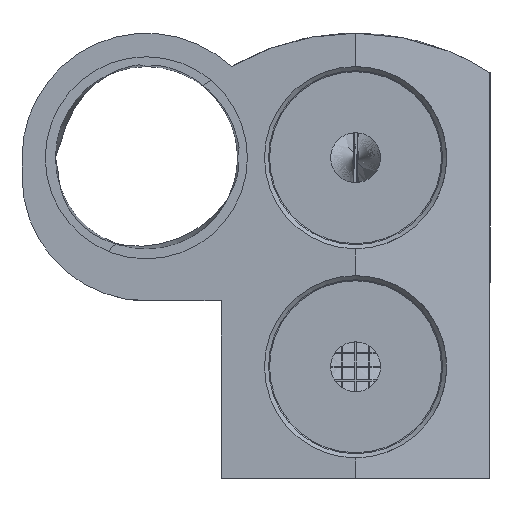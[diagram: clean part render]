
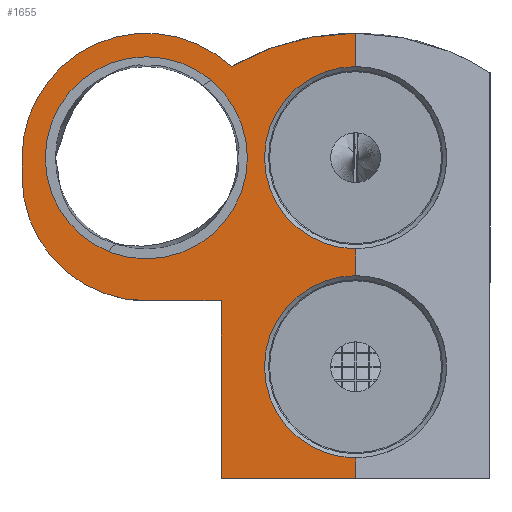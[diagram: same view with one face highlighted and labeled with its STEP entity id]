
A CAD part, left-side view. The second image highlights one B-rep face of the part: STEP entity #1655.
In plain terms, the highlighted planar face has unit normal (-1, 0, 0).
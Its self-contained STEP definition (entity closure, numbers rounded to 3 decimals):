
#1088=PLANE('',#9600);
#1253=FACE_BOUND('',#2626,.T.);
#1254=FACE_BOUND('',#2627,.T.);
#1655=ADVANCED_FACE('',(#1253,#1254),#1088,.T.);
#2626=EDGE_LOOP('',(#4713));
#2627=EDGE_LOOP('',(#4714,#4715,#4716,#4717,#4718,#4719,#4720,#4721,#4722,
#4723,#4724,#4725));
#2878=CIRCLE('',#9571,0.25);
#2880=CIRCLE('',#9577,0.5);
#2888=CIRCLE('',#9591,0.25);
#2890=CIRCLE('',#9596,0.203);
#2891=CIRCLE('',#9598,0.183);
#2892=CIRCLE('',#9599,0.183);
#4713=ORIENTED_EDGE('',*,*,#7020,.F.);
#4714=ORIENTED_EDGE('',*,*,#7021,.T.);
#4715=ORIENTED_EDGE('',*,*,#7022,.T.);
#4716=ORIENTED_EDGE('',*,*,#7023,.T.);
#4717=ORIENTED_EDGE('',*,*,#7024,.T.);
#4718=ORIENTED_EDGE('',*,*,#7025,.T.);
#4719=ORIENTED_EDGE('',*,*,#7004,.T.);
#4720=ORIENTED_EDGE('',*,*,#7016,.T.);
#4721=ORIENTED_EDGE('',*,*,#7017,.T.);
#4722=ORIENTED_EDGE('',*,*,#6992,.T.);
#4723=ORIENTED_EDGE('',*,*,#7001,.T.);
#4724=ORIENTED_EDGE('',*,*,#6988,.T.);
#4725=ORIENTED_EDGE('',*,*,#6999,.T.);
#5917=VERTEX_POINT('',#13643);
#5919=VERTEX_POINT('',#13647);
#5920=VERTEX_POINT('',#13651);
#5923=VERTEX_POINT('',#13656);
#5928=VERTEX_POINT('',#13670);
#5930=VERTEX_POINT('',#13679);
#5931=VERTEX_POINT('',#13681);
#5941=VERTEX_POINT('',#13715);
#5943=VERTEX_POINT('',#13725);
#5944=VERTEX_POINT('',#13728);
#5945=VERTEX_POINT('',#13730);
#5946=VERTEX_POINT('',#13732);
#5947=VERTEX_POINT('',#13734);
#6988=EDGE_CURVE('',#5917,#5919,#8122,.T.);
#6992=EDGE_CURVE('',#5920,#5923,#2878,.T.);
#6999=EDGE_CURVE('',#5919,#5928,#8131,.T.);
#7001=EDGE_CURVE('',#5923,#5917,#8133,.T.);
#7004=EDGE_CURVE('',#5931,#5930,#2880,.T.);
#7016=EDGE_CURVE('',#5930,#5941,#2888,.T.);
#7017=EDGE_CURVE('',#5941,#5920,#8136,.T.);
#7020=EDGE_CURVE('',#5943,#5943,#2890,.T.);
#7021=EDGE_CURVE('',#5928,#5944,#8138,.T.);
#7022=EDGE_CURVE('',#5944,#5945,#2891,.T.);
#7023=EDGE_CURVE('',#5945,#5946,#8139,.T.);
#7024=EDGE_CURVE('',#5946,#5947,#2892,.T.);
#7025=EDGE_CURVE('',#5947,#5931,#8140,.T.);
#8122=LINE('',#13648,#9073);
#8131=LINE('',#13671,#9082);
#8133=LINE('',#13674,#9084);
#8136=LINE('',#13718,#9087);
#8138=LINE('',#13727,#9089);
#8139=LINE('',#13731,#9090);
#8140=LINE('',#13735,#9091);
#9073=VECTOR('',#11275,1.);
#9082=VECTOR('',#11294,1.);
#9084=VECTOR('',#11298,1.);
#9087=VECTOR('',#11337,1.);
#9089=VECTOR('',#11349,1.);
#9090=VECTOR('',#11352,1.);
#9091=VECTOR('',#11355,1.);
#9571=AXIS2_PLACEMENT_3D('',#13657,#11282,#11283);
#9577=AXIS2_PLACEMENT_3D('',#13680,#11304,#11305);
#9591=AXIS2_PLACEMENT_3D('',#13716,#11333,#11334);
#9596=AXIS2_PLACEMENT_3D('',#13724,#11345,#11346);
#9598=AXIS2_PLACEMENT_3D('',#13729,#11350,#11351);
#9599=AXIS2_PLACEMENT_3D('',#13733,#11353,#11354);
#9600=AXIS2_PLACEMENT_3D('',#13736,#11356,#11357);
#11275=DIRECTION('',(0.,0.,-1.));
#11282=DIRECTION('',(-1.,0.,0.));
#11283=DIRECTION('',(0.,1.,0.));
#11294=DIRECTION('',(0.,-1.,0.));
#11298=DIRECTION('',(0.,-1.,0.));
#11304=DIRECTION('',(-1.,0.,0.));
#11305=DIRECTION('',(0.,0.,1.));
#11333=DIRECTION('',(-1.,0.,0.));
#11334=DIRECTION('',(0.,-0.681,0.732));
#11337=DIRECTION('',(0.,0.,-1.));
#11345=DIRECTION('',(-1.,0.,0.));
#11346=DIRECTION('',(0.,1.,0.));
#11349=DIRECTION('',(0.,0.,1.));
#11350=DIRECTION('',(1.,0.,0.));
#11351=DIRECTION('',(0.,1.,0.));
#11352=DIRECTION('',(0.,0.,1.));
#11353=DIRECTION('',(1.,0.,0.));
#11354=DIRECTION('',(0.,-1.,0.));
#11355=DIRECTION('',(0.,0.,1.));
#11356=DIRECTION('',(-1.,0.,0.));
#11357=DIRECTION('',(0.,0.,1.));
#13643=CARTESIAN_POINT('',(-2.433,0.27,-0.288));
#13647=CARTESIAN_POINT('',(-2.433,0.27,-0.645));
#13648=CARTESIAN_POINT('',(-2.433,0.27,-0.288));
#13651=CARTESIAN_POINT('',(-2.433,0.67,-0.038));
#13656=CARTESIAN_POINT('',(-2.433,0.42,-0.288));
#13657=CARTESIAN_POINT('',(-2.433,0.42,-0.038));
#13670=CARTESIAN_POINT('',(-2.433,0.,-0.645));
#13671=CARTESIAN_POINT('',(-2.433,-0.109,-0.645));
#13674=CARTESIAN_POINT('',(-2.433,0.42,-0.288));
#13679=CARTESIAN_POINT('',(-2.433,0.25,0.183));
#13680=CARTESIAN_POINT('',(-2.433,0.,-0.25));
#13681=CARTESIAN_POINT('',(-2.433,0.,0.25));
#13715=CARTESIAN_POINT('',(-2.433,0.67,0.));
#13716=CARTESIAN_POINT('',(-2.433,0.42,0.));
#13718=CARTESIAN_POINT('',(-2.433,0.67,0.));
#13724=CARTESIAN_POINT('',(-2.433,0.42,0.));
#13725=CARTESIAN_POINT('',(-2.433,0.623,0.));
#13727=CARTESIAN_POINT('',(-2.433,0.,0.09));
#13728=CARTESIAN_POINT('',(-2.433,0.,-0.603));
#13729=CARTESIAN_POINT('',(-2.433,0.,-0.42));
#13730=CARTESIAN_POINT('',(-2.433,0.,-0.237));
#13731=CARTESIAN_POINT('',(-2.433,0.,0.09));
#13732=CARTESIAN_POINT('',(-2.433,0.,-0.183));
#13733=CARTESIAN_POINT('',(-2.433,0.,0.));
#13734=CARTESIAN_POINT('',(-2.433,0.,0.183));
#13735=CARTESIAN_POINT('',(-2.433,0.,0.09));
#13736=CARTESIAN_POINT('',(-2.433,0.,0.));
